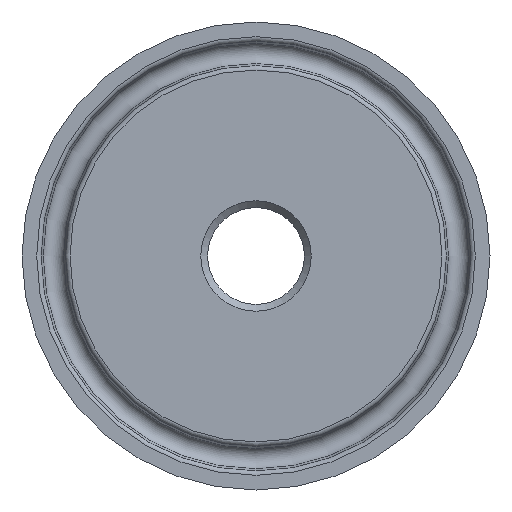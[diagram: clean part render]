
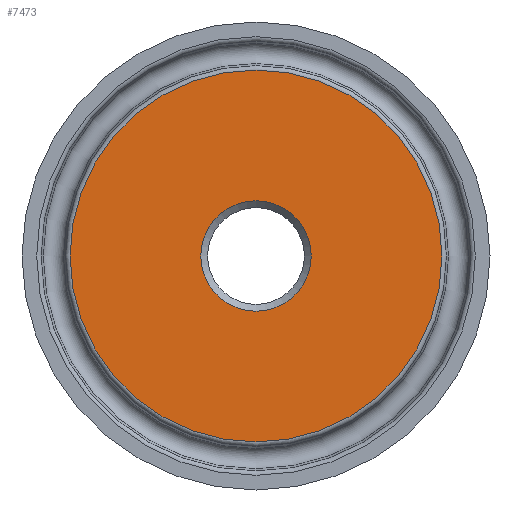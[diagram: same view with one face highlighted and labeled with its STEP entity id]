
A CAD part, left-side view. The second image highlights one B-rep face of the part: STEP entity #7473.
In plain terms, the highlighted planar face has unit normal (-1, 0, 0).
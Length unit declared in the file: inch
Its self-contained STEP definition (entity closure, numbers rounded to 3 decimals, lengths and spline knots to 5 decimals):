
#103=FACE_BOUND('',#1341,.T.);
#283=PLANE('',#7901);
#883=FACE_OUTER_BOUND('',#1340,.T.);
#1340=EDGE_LOOP('',(#6978));
#1341=EDGE_LOOP('',(#6979));
#1531=CIRCLE('',#7900,0.23424);
#1532=CIRCLE('',#7902,0.78834);
#3671=VERTEX_POINT('',#16575);
#3672=VERTEX_POINT('',#16578);
#4779=EDGE_CURVE('',#3671,#3671,#1531,.T.);
#4780=EDGE_CURVE('',#3672,#3672,#1532,.T.);
#6978=ORIENTED_EDGE('',*,*,#4780,.F.);
#6979=ORIENTED_EDGE('',*,*,#4779,.F.);
#7473=ADVANCED_FACE('',(#883,#103),#283,.T.);
#7900=AXIS2_PLACEMENT_3D('',#16576,#9250,#9251);
#7901=AXIS2_PLACEMENT_3D('',#16577,#9252,#9253);
#7902=AXIS2_PLACEMENT_3D('',#16579,#9254,#9255);
#9250=DIRECTION('center_axis',(-1.,0.,0.));
#9251=DIRECTION('ref_axis',(0.,-1.,0.));
#9252=DIRECTION('center_axis',(-1.,0.,0.));
#9253=DIRECTION('ref_axis',(0.,0.,1.));
#9254=DIRECTION('center_axis',(1.,0.,0.));
#9255=DIRECTION('ref_axis',(0.,-1.,0.));
#16575=CARTESIAN_POINT('',(0.,0.23424,0.));
#16576=CARTESIAN_POINT('Origin',(0.,0.,0.));
#16577=CARTESIAN_POINT('Origin',(0.,0.50291,
0.));
#16578=CARTESIAN_POINT('',(0.,0.78834,0.));
#16579=CARTESIAN_POINT('Origin',(0.,0.,0.));
